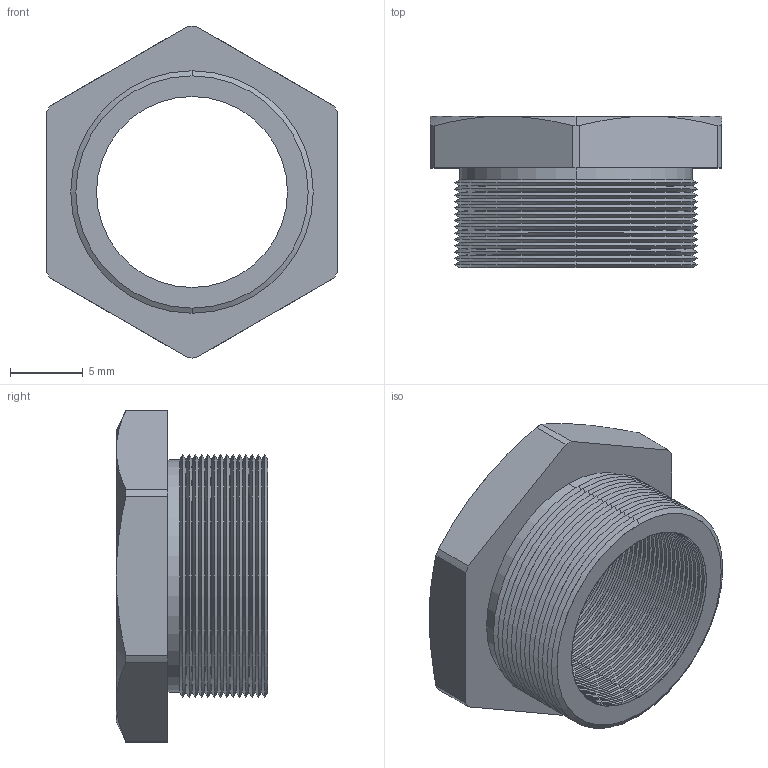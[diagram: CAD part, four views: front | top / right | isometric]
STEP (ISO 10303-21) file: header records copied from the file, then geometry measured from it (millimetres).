
FILE_DESCRIPTION (( 'STEP AP203' ), '1' );
FILE_NAME ('RP-2113-BR.STEP', '2006-04-14T06:29:50', ( 'bay06' ), ( '' ), 'SwSTEP 2.0', 'SolidWorks 2008', '' );
FILE_SCHEMA (( 'CONFIG_CONTROL_DESIGN' ));
Length unit declared in the file: inch
Products named in the file (1): RP-2113-BR
Bounding box: 20.07 x 10.42 x 22.88 mm (x, y, z)
Volume: 1216.7 mm3; surface area: 2170.7 mm2
Topology: 1 solids, 1 shells, 261 faces, 534 edges, 276 vertices
Faces by surface type: cone 163, cylinder 89, plane 9
Entity records: 6775 total; most frequent: DIRECTION 1310, CARTESIAN_POINT 1136, ORIENTED_EDGE 1068, EDGE_CURVE 534, AXIS2_PLACEMENT_3D 526, VERTEX_POINT 276, EDGE_LOOP 264, CIRCLE 264
